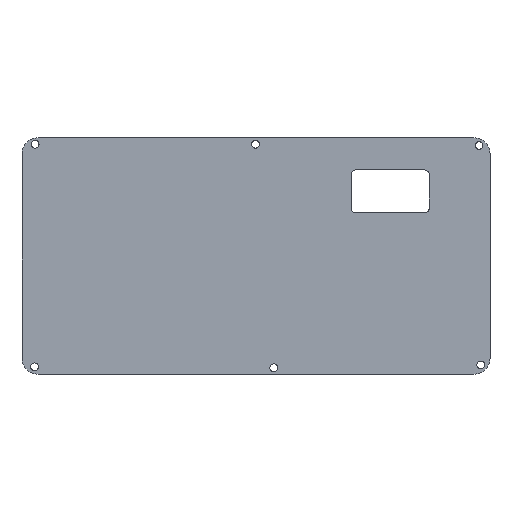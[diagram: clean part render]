
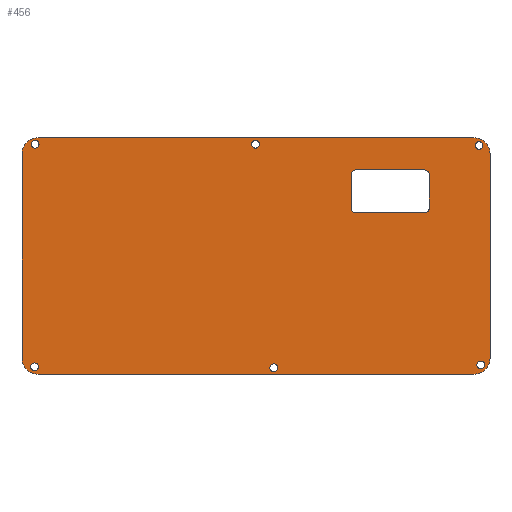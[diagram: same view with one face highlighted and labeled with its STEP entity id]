
A CAD part, top view. The second image highlights one B-rep face of the part: STEP entity #456.
In plain terms, the highlighted planar face has unit normal (0, 0, 1).
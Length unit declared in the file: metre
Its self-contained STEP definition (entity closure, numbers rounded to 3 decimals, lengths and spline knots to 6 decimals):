
#13=CIRCLE('',#480,0.005);
#15=CIRCLE('',#484,0.005);
#17=CIRCLE('',#488,0.005);
#19=CIRCLE('',#493,0.0014);
#21=CIRCLE('',#497,0.0014);
#23=CIRCLE('',#501,0.0014);
#25=CIRCLE('',#505,0.0014);
#27=CIRCLE('',#508,0.005);
#28=CIRCLE('',#510,0.0012);
#29=CIRCLE('',#511,0.0012);
#30=CIRCLE('',#512,0.0012);
#31=CIRCLE('',#513,0.0012);
#32=CIRCLE('',#514,0.0012);
#33=CIRCLE('',#515,0.0012);
#118=ORIENTED_EDGE('',*,*,#222,.T.);
#119=ORIENTED_EDGE('',*,*,#223,.T.);
#120=ORIENTED_EDGE('',*,*,#224,.T.);
#121=ORIENTED_EDGE('',*,*,#225,.T.);
#122=ORIENTED_EDGE('',*,*,#226,.T.);
#123=ORIENTED_EDGE('',*,*,#227,.T.);
#124=ORIENTED_EDGE('',*,*,#198,.F.);
#125=ORIENTED_EDGE('',*,*,#202,.T.);
#126=ORIENTED_EDGE('',*,*,#205,.F.);
#127=ORIENTED_EDGE('',*,*,#208,.T.);
#128=ORIENTED_EDGE('',*,*,#211,.T.);
#129=ORIENTED_EDGE('',*,*,#214,.T.);
#130=ORIENTED_EDGE('',*,*,#217,.T.);
#131=ORIENTED_EDGE('',*,*,#219,.T.);
#132=ORIENTED_EDGE('',*,*,#176,.F.);
#133=ORIENTED_EDGE('',*,*,#180,.T.);
#134=ORIENTED_EDGE('',*,*,#183,.T.);
#135=ORIENTED_EDGE('',*,*,#186,.T.);
#136=ORIENTED_EDGE('',*,*,#189,.T.);
#137=ORIENTED_EDGE('',*,*,#192,.F.);
#138=ORIENTED_EDGE('',*,*,#195,.F.);
#139=ORIENTED_EDGE('',*,*,#221,.F.);
#176=EDGE_CURVE('',#236,#237,#280,.T.);
#180=EDGE_CURVE('',#236,#239,#13,.T.);
#183=EDGE_CURVE('',#239,#241,#285,.T.);
#186=EDGE_CURVE('',#241,#243,#15,.T.);
#189=EDGE_CURVE('',#243,#245,#289,.T.);
#192=EDGE_CURVE('',#247,#245,#17,.T.);
#195=EDGE_CURVE('',#249,#247,#293,.T.);
#198=EDGE_CURVE('',#252,#253,#296,.T.);
#202=EDGE_CURVE('',#252,#255,#19,.T.);
#205=EDGE_CURVE('',#257,#255,#301,.T.);
#208=EDGE_CURVE('',#257,#259,#21,.T.);
#211=EDGE_CURVE('',#259,#261,#305,.T.);
#214=EDGE_CURVE('',#261,#263,#23,.T.);
#217=EDGE_CURVE('',#263,#265,#309,.T.);
#219=EDGE_CURVE('',#265,#253,#25,.T.);
#221=EDGE_CURVE('',#237,#249,#27,.T.);
#222=EDGE_CURVE('',#266,#266,#28,.F.);
#223=EDGE_CURVE('',#267,#267,#29,.F.);
#224=EDGE_CURVE('',#268,#268,#30,.F.);
#225=EDGE_CURVE('',#269,#269,#31,.F.);
#226=EDGE_CURVE('',#270,#270,#32,.F.);
#227=EDGE_CURVE('',#271,#271,#33,.F.);
#236=VERTEX_POINT('',#673);
#237=VERTEX_POINT('',#675);
#239=VERTEX_POINT('',#681);
#241=VERTEX_POINT('',#687);
#243=VERTEX_POINT('',#693);
#245=VERTEX_POINT('',#699);
#247=VERTEX_POINT('',#705);
#249=VERTEX_POINT('',#711);
#252=VERTEX_POINT('',#718);
#253=VERTEX_POINT('',#720);
#255=VERTEX_POINT('',#726);
#257=VERTEX_POINT('',#732);
#259=VERTEX_POINT('',#738);
#261=VERTEX_POINT('',#744);
#263=VERTEX_POINT('',#750);
#265=VERTEX_POINT('',#756);
#266=VERTEX_POINT('',#766);
#267=VERTEX_POINT('',#768);
#268=VERTEX_POINT('',#770);
#269=VERTEX_POINT('',#772);
#270=VERTEX_POINT('',#774);
#271=VERTEX_POINT('',#776);
#280=LINE('',#674,#312);
#285=LINE('',#688,#317);
#289=LINE('',#700,#321);
#293=LINE('',#712,#325);
#296=LINE('',#719,#328);
#301=LINE('',#733,#333);
#305=LINE('',#745,#337);
#309=LINE('',#757,#341);
#312=VECTOR('',#535,1.);
#317=VECTOR('',#548,1.);
#321=VECTOR('',#560,1.);
#325=VECTOR('',#572,1.);
#328=VECTOR('',#577,1.);
#333=VECTOR('',#590,1.);
#337=VECTOR('',#602,1.);
#341=VECTOR('',#614,1.);
#358=EDGE_LOOP('',(#118));
#359=EDGE_LOOP('',(#119));
#360=EDGE_LOOP('',(#120));
#361=EDGE_LOOP('',(#121));
#362=EDGE_LOOP('',(#122));
#363=EDGE_LOOP('',(#123));
#364=EDGE_LOOP('',(#124,#125,#126,#127,#128,#129,#130,#131));
#365=EDGE_LOOP('',(#132,#133,#134,#135,#136,#137,#138,#139));
#402=FACE_BOUND('',#358,.T.);
#403=FACE_BOUND('',#359,.T.);
#404=FACE_BOUND('',#360,.T.);
#405=FACE_BOUND('',#361,.T.);
#406=FACE_BOUND('',#362,.T.);
#407=FACE_BOUND('',#363,.T.);
#408=FACE_BOUND('',#364,.T.);
#409=FACE_BOUND('',#365,.T.);
#438=PLANE('',#509);
#456=ADVANCED_FACE('',(#402,#403,#404,#405,#406,#407,#408,#409),#438,.T.);
#480=AXIS2_PLACEMENT_3D('',#682,#542,#543);
#484=AXIS2_PLACEMENT_3D('',#694,#554,#555);
#488=AXIS2_PLACEMENT_3D('',#706,#566,#567);
#493=AXIS2_PLACEMENT_3D('',#727,#584,#585);
#497=AXIS2_PLACEMENT_3D('',#739,#596,#597);
#501=AXIS2_PLACEMENT_3D('',#751,#608,#609);
#505=AXIS2_PLACEMENT_3D('',#760,#619,#620);
#508=AXIS2_PLACEMENT_3D('',#763,#625,#626);
#509=AXIS2_PLACEMENT_3D('',#764,#627,#628);
#510=AXIS2_PLACEMENT_3D('',#765,#629,#630);
#511=AXIS2_PLACEMENT_3D('',#767,#631,#632);
#512=AXIS2_PLACEMENT_3D('',#769,#633,#634);
#513=AXIS2_PLACEMENT_3D('',#771,#635,#636);
#514=AXIS2_PLACEMENT_3D('',#773,#637,#638);
#515=AXIS2_PLACEMENT_3D('',#775,#639,#640);
#535=DIRECTION('',(0.,1.,0.));
#542=DIRECTION('',(0.,0.,1.));
#543=DIRECTION('',(1.,0.,0.));
#548=DIRECTION('',(1.,0.,0.));
#554=DIRECTION('',(0.,0.,1.));
#555=DIRECTION('',(1.,0.,0.));
#560=DIRECTION('',(0.,1.,0.));
#566=DIRECTION('',(0.,0.,-1.));
#567=DIRECTION('',(1.,0.,0.));
#572=DIRECTION('',(1.,0.,0.));
#577=DIRECTION('',(1.,0.,0.));
#584=DIRECTION('',(0.,0.,-1.));
#585=DIRECTION('',(1.,0.,0.));
#590=DIRECTION('',(0.,-1.,0.));
#596=DIRECTION('',(0.,0.,-1.));
#597=DIRECTION('',(1.,0.,0.));
#602=DIRECTION('',(1.,0.,0.));
#608=DIRECTION('',(0.,0.,-1.));
#609=DIRECTION('',(1.,0.,0.));
#614=DIRECTION('',(0.,-1.,0.));
#619=DIRECTION('',(0.,0.,-1.));
#620=DIRECTION('',(1.,0.,0.));
#625=DIRECTION('',(0.,0.,-1.));
#626=DIRECTION('',(1.,0.,0.));
#627=DIRECTION('',(0.,0.,1.));
#628=DIRECTION('',(1.,0.,0.));
#629=DIRECTION('',(0.,0.,1.));
#630=DIRECTION('',(1.,0.,0.));
#631=DIRECTION('',(0.,0.,1.));
#632=DIRECTION('',(1.,0.,0.));
#633=DIRECTION('',(0.,0.,1.));
#634=DIRECTION('',(1.,0.,0.));
#635=DIRECTION('',(0.,0.,1.));
#636=DIRECTION('',(1.,0.,0.));
#637=DIRECTION('',(0.,0.,1.));
#638=DIRECTION('',(1.,0.,0.));
#639=DIRECTION('',(0.,0.,1.));
#640=DIRECTION('',(1.,0.,0.));
#673=CARTESIAN_POINT('',(0.,0.005,0.0015));
#674=CARTESIAN_POINT('',(0.,0.03675,0.0015));
#675=CARTESIAN_POINT('',(0.,0.0685,0.0015));
#681=CARTESIAN_POINT('',(0.005,0.,0.0015));
#682=CARTESIAN_POINT('',(0.005,0.005,0.0015));
#687=CARTESIAN_POINT('',(0.1405,0.,0.0015));
#688=CARTESIAN_POINT('',(0.07275,0.,0.0015));
#693=CARTESIAN_POINT('',(0.1455,0.005,0.0015));
#694=CARTESIAN_POINT('',(0.1405,0.005,0.0015));
#699=CARTESIAN_POINT('',(0.1455,0.0685,0.0015));
#700=CARTESIAN_POINT('',(0.1455,0.03675,0.0015));
#705=CARTESIAN_POINT('',(0.1405,0.0735,0.0015));
#706=CARTESIAN_POINT('',(0.1405,0.0685,0.0015));
#711=CARTESIAN_POINT('',(0.005,0.0735,0.0015));
#712=CARTESIAN_POINT('',(0.07275,0.0735,0.0015));
#718=CARTESIAN_POINT('',(0.1037,0.0502,0.0015));
#719=CARTESIAN_POINT('',(0.11445,0.0502,0.0015));
#720=CARTESIAN_POINT('',(0.1252,0.0502,0.0015));
#726=CARTESIAN_POINT('',(0.1023,0.0516,0.0015));
#727=CARTESIAN_POINT('',(0.1037,0.0516,0.0015));
#732=CARTESIAN_POINT('',(0.1023,0.0621,0.0015));
#733=CARTESIAN_POINT('',(0.1023,0.05685,0.0015));
#738=CARTESIAN_POINT('',(0.1037,0.0635,0.0015));
#739=CARTESIAN_POINT('',(0.1037,0.0621,0.0015));
#744=CARTESIAN_POINT('',(0.1252,0.0635,0.0015));
#745=CARTESIAN_POINT('',(0.11445,0.0635,0.0015));
#750=CARTESIAN_POINT('',(0.1266,0.0621,0.0015));
#751=CARTESIAN_POINT('',(0.1252,0.0621,0.0015));
#756=CARTESIAN_POINT('',(0.1266,0.0516,0.0015));
#757=CARTESIAN_POINT('',(0.1266,0.05685,0.0015));
#760=CARTESIAN_POINT('',(0.1252,0.0516,0.0015));
#763=CARTESIAN_POINT('',(0.005,0.0685,0.0015));
#764=CARTESIAN_POINT('',(0.07275,0.03675,0.0015));
#765=CARTESIAN_POINT('',(0.0039,0.0023,0.0015));
#766=CARTESIAN_POINT('',(0.0051,0.0023,0.0015));
#767=CARTESIAN_POINT('',(0.078272,0.002,0.0015));
#768=CARTESIAN_POINT('',(0.079472,0.002,0.0015));
#769=CARTESIAN_POINT('',(0.0726,0.0715,0.0015));
#770=CARTESIAN_POINT('',(0.0738,0.0715,0.0015));
#771=CARTESIAN_POINT('',(0.1421,0.0711,0.0015));
#772=CARTESIAN_POINT('',(0.1433,0.0711,0.0015));
#773=CARTESIAN_POINT('',(0.1426,0.0029,0.0015));
#774=CARTESIAN_POINT('',(0.1438,0.0029,0.0015));
#775=CARTESIAN_POINT('',(0.0041,0.0715,0.0015));
#776=CARTESIAN_POINT('',(0.0053,0.0715,0.0015));
